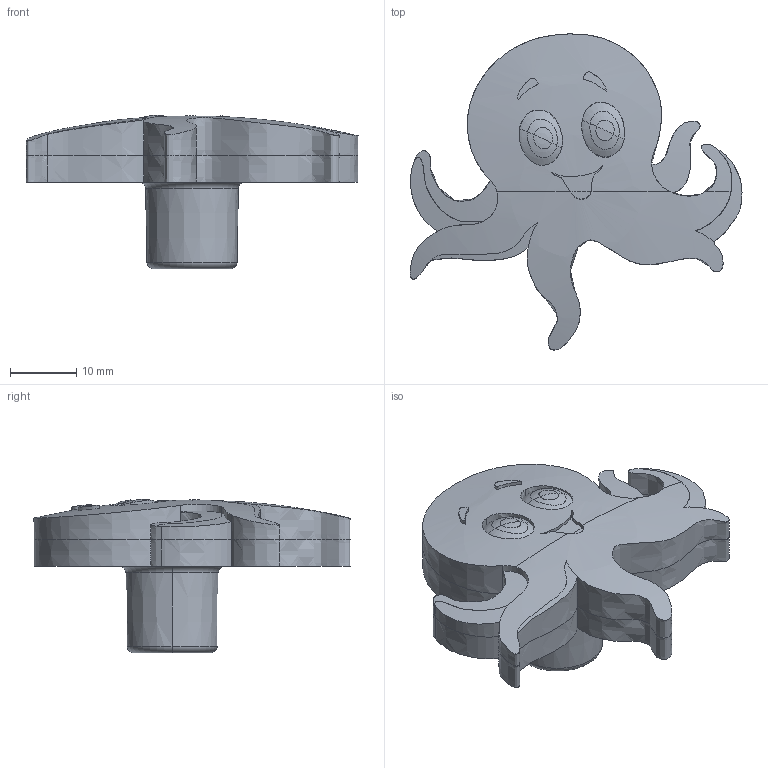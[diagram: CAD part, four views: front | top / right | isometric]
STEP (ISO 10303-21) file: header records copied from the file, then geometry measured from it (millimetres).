
FILE_DESCRIPTION(('Creo Elements/Direct Modeling STEP Export'),'2;1');
FILE_NAME('H234-50.stp','2021-05-27T10:37:38',(''),(''),'Creo Elements/Direct Modeling STEP processor for AP214 (Solid Model)','Creo Elements/Direct Modeling 20.0 12-Nov-2016 (C) Parametric Technology GmbH','');
FILE_SCHEMA(('AUTOMOTIVE_DESIGN { 1 0 10303 214 1 1 1 1 }'));
Length unit declared in the file: millimetre
Products named in the file (17): T1.1.2.2; T1.1.2.1; T1.1.1; T1.1.3; T1.1.2; T1.1; T1.2; T1; Aug.5; Aug.3; Aug.6; Aug.1; Aug.4; Aug.2; UT; Aug; KU-9882
Assembly tree (16 placements, depth 2):
  KU-9882
    Aug
    UT
    Aug.2
    Aug.4
    Aug.1
    Aug.6
    Aug.3
    Aug.5
    T1
    T1.2
    T1.1
    T1.1.2
    T1.1.3
    T1.1.1
    T1.1.2.1
    T1.1.2.2
Bounding box: 50 x 47.6 x 23.09 mm (x, y, z)
Volume: 12263.1 mm3; surface area: 9426.9 mm2
Topology: 16 solids, 16 shells, 130 faces, 306 edges, 198 vertices
Faces by surface type: extrusion 71, sphere 24, plane 19, cylinder 8, cone 4, torus 4
Entity records: 18292 total; most frequent: CARTESIAN_POINT 15016, ORIENTED_EDGE 596, DIRECTION 382, EDGE_CURVE 298, B_SPLINE_CURVE_WITH_KNOTS 243, VERTEX_POINT 198, VECTOR 168, EDGE_LOOP 146
